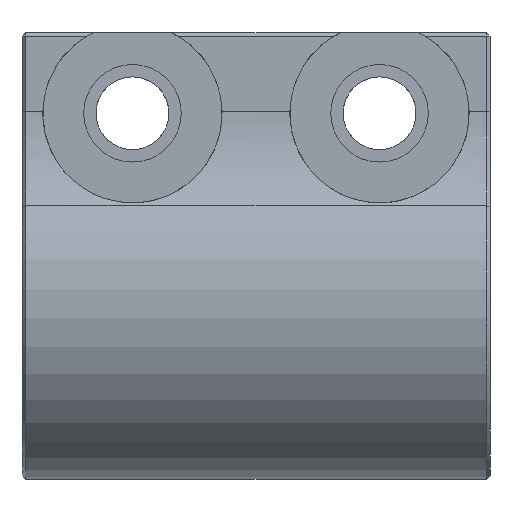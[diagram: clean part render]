
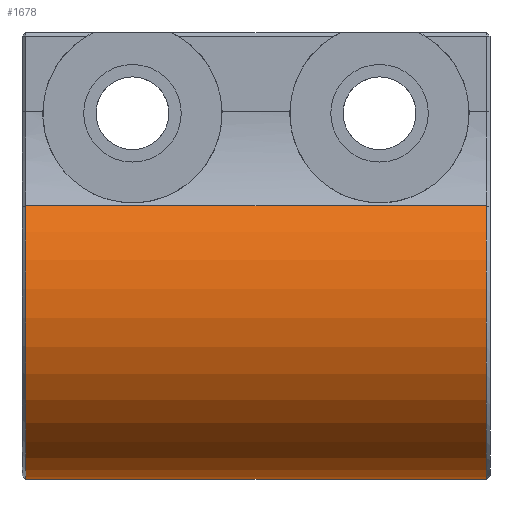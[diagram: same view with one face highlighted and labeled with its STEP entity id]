
A CAD part, left-side view. The second image highlights one B-rep face of the part: STEP entity #1678.
In plain terms, the highlighted cylindrical face has radius 6.35 mm (diameter 12.7 mm), a partial arc.
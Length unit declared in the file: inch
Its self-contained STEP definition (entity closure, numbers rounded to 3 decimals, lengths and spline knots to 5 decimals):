
#1 = VERTEX_POINT ( 'NONE', #1783 ) ;
#53 = AXIS2_PLACEMENT_3D ( 'NONE', #2019, #1084, #153 ) ;
#153 = DIRECTION ( 'NONE',  ( 0., 0., 1. ) ) ;
#233 = CARTESIAN_POINT ( 'NONE',  ( 0., 0.6525, -0.25 ) ) ;
#303 = CARTESIAN_POINT ( 'NONE',  ( 0., 0.005, -0.25 ) ) ;
#331 = DIRECTION ( 'NONE',  ( 0., 0., -1. ) ) ;
#483 = DIRECTION ( 'NONE',  ( 0., -1., 0. ) ) ;
#496 = DIRECTION ( 'NONE',  ( 0., 1., 0. ) ) ;
#620 = AXIS2_PLACEMENT_3D ( 'NONE', #1425, #483, #331 ) ;
#706 = EDGE_LOOP ( 'NONE', ( #1881, #1616, #749, #1446 ) ) ;
#710 = EDGE_CURVE ( 'NONE', #1807, #1, #781, .T. ) ;
#749 = ORIENTED_EDGE ( 'NONE', *, *, #2008, .T. ) ;
#754 = FACE_OUTER_BOUND ( 'NONE', #706, .T. ) ;
#781 = LINE ( 'NONE', #1819, #1145 ) ;
#916 = CIRCLE ( 'NONE', #53, 0.25 ) ;
#1007 = DIRECTION ( 'NONE',  ( 0., -1., 0. ) ) ;
#1037 = DIRECTION ( 'NONE',  ( 0., 1., 0. ) ) ;
#1084 = DIRECTION ( 'NONE',  ( 0., -1., 0. ) ) ;
#1111 = CYLINDRICAL_SURFACE ( 'NONE', #620, 0.25 ) ;
#1145 = VECTOR ( 'NONE', #1037, 39.37008 ) ;
#1163 = EDGE_CURVE ( 'NONE', #1861, #1838, #1578, .T. ) ;
#1263 = CIRCLE ( 'NONE', #1419, 0.25 ) ;
#1419 = AXIS2_PLACEMENT_3D ( 'NONE', #1439, #496, #1589 ) ;
#1425 = CARTESIAN_POINT ( 'NONE',  ( 0., 0.6525, 0. ) ) ;
#1439 = CARTESIAN_POINT ( 'NONE',  ( 0., 0.005, 0. ) ) ;
#1446 = ORIENTED_EDGE ( 'NONE', *, *, #710, .T. ) ;
#1578 = LINE ( 'NONE', #233, #1946 ) ;
#1589 = DIRECTION ( 'NONE',  ( 0., 0., 1. ) ) ;
#1616 = ORIENTED_EDGE ( 'NONE', *, *, #1163, .T. ) ;
#1678 = ADVANCED_FACE ( 'NONE', ( #754 ), #1111, .T. ) ;
#1783 = CARTESIAN_POINT ( 'NONE',  ( -0.2125, 0.6475, 0.1317 ) ) ;
#1807 = VERTEX_POINT ( 'NONE', #1850 ) ;
#1819 = CARTESIAN_POINT ( 'NONE',  ( -0.2125, 0.6525, 0.1317 ) ) ;
#1837 = EDGE_CURVE ( 'NONE', #1, #1861, #916, .T. ) ;
#1838 = VERTEX_POINT ( 'NONE', #303 ) ;
#1850 = CARTESIAN_POINT ( 'NONE',  ( -0.2125, 0.005, 0.1317 ) ) ;
#1861 = VERTEX_POINT ( 'NONE', #1868 ) ;
#1868 = CARTESIAN_POINT ( 'NONE',  ( 0., 0.6475, -0.25 ) ) ;
#1881 = ORIENTED_EDGE ( 'NONE', *, *, #1837, .T. ) ;
#1946 = VECTOR ( 'NONE', #1007, 39.37008 ) ;
#2008 = EDGE_CURVE ( 'NONE', #1838, #1807, #1263, .T. ) ;
#2019 = CARTESIAN_POINT ( 'NONE',  ( 0., 0.6475, 0. ) ) ;
